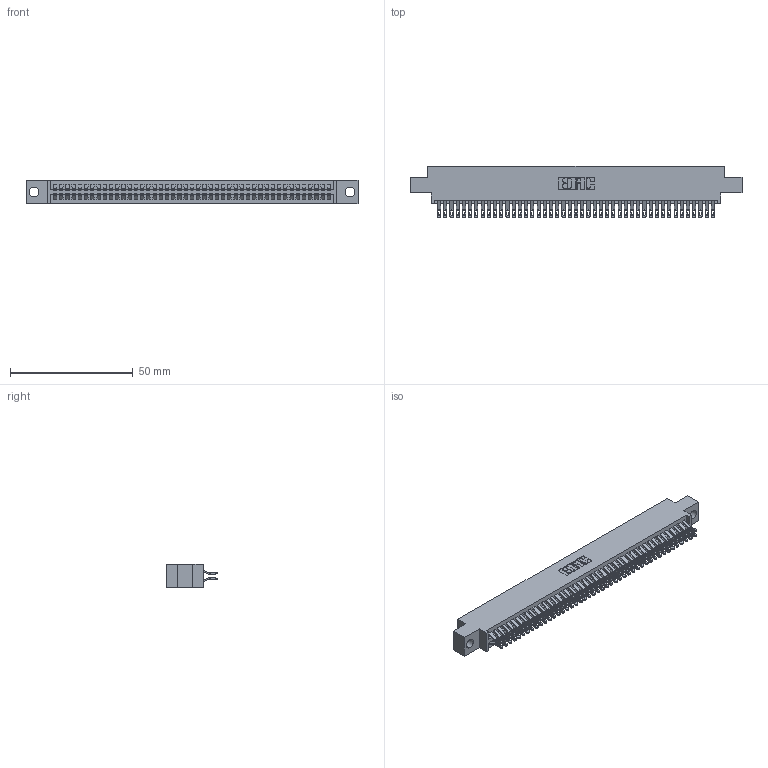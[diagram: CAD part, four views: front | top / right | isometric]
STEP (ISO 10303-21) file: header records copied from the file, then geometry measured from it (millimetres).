
FILE_DESCRIPTION (( 'STEP AP203' ), '1' );
FILE_NAME ('395-090-555-804.STEP', '2021-06-17T10:18:48', ( '' ), ( '' ), 'SwSTEP 2.0', 'SolidWorks 2020', '' );
FILE_SCHEMA (( 'CONFIG_CONTROL_DESIGN' ));
Length unit declared in the file: inch
Products named in the file (3): 345-292-001_555 Tail; 345 Part_0.170 Offset - 0.156 Dia-TI; 395-090-555-804
Assembly tree (91 placements, depth 2):
  395-090-555-804
    345 Part_0.170 Offset - 0.156 Dia-TI
    345-292-001_555 Tail  x90
Bounding box: 135.51 x 21.13 x 9.4 mm (x, y, z)
Volume: 13233 mm3; surface area: 20521.8 mm2
Topology: 91 solids, 91 shells, 5184 faces, 16319 edges, 10878 vertices
Faces by surface type: plane 2888, cylinder 2296
Entity records: 35781 total; most frequent: CARTESIAN_POINT 6036, ORIENTED_EDGE 5938, DIRECTION 5285, EDGE_CURVE 2969, VECTOR 2637, LINE 2637, VERTEX_POINT 1978, AXIS2_PLACEMENT_3D 1324
